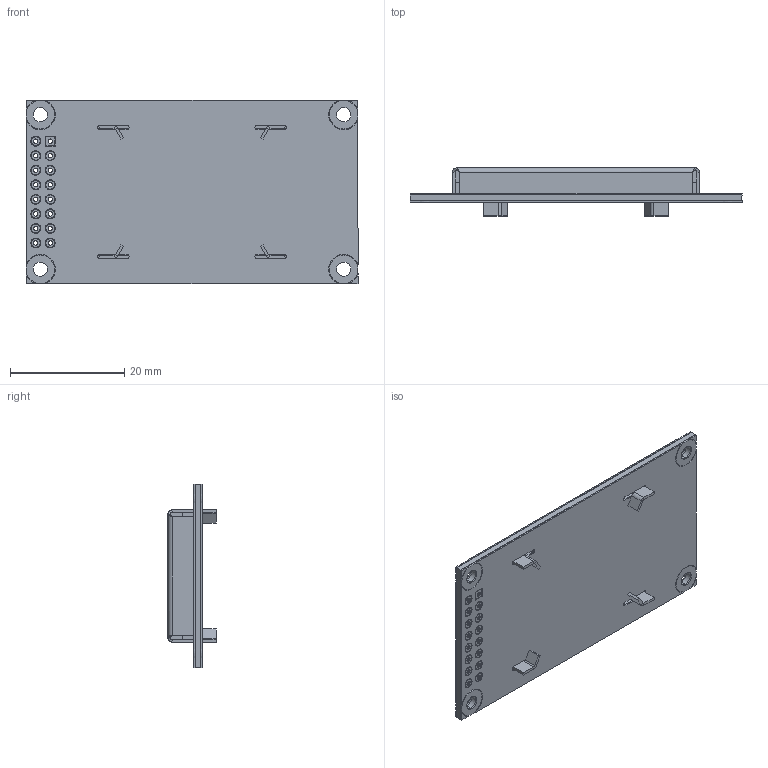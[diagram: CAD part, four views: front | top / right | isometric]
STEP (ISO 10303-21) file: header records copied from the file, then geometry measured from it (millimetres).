
FILE_DESCRIPTION (( 'STEP AP214' ), '1' );
FILE_NAME ('WEH000802ALPP5N00000.STEP', '2019-07-09T06:33:24', ( '321' ), ( '' ), 'SwSTEP 2.0', 'SolidWorks 2017', '' );
FILE_SCHEMA (( 'AUTOMOTIVE_DESIGN' ));
Length unit declared in the file: millimetre
Products named in the file (1): WEH000802ALPP5N00000
Bounding box: 58 x 8.4 x 32 mm (x, y, z)
Volume: 5371.8 mm3; surface area: 16198 mm2
Topology: 55 solids, 55 shells, 590 faces, 1376 edges, 896 vertices
Faces by surface type: cylinder 320, plane 262, bspline 8
Entity records: 24658 total; most frequent: CARTESIAN_POINT 3179, DIRECTION 3138, ORIENTED_EDGE 2752, EDGE_CURVE 1376, AXIS2_PLACEMENT_3D 1207, VERTEX_POINT 896, EDGE_LOOP 800, LINE 724
